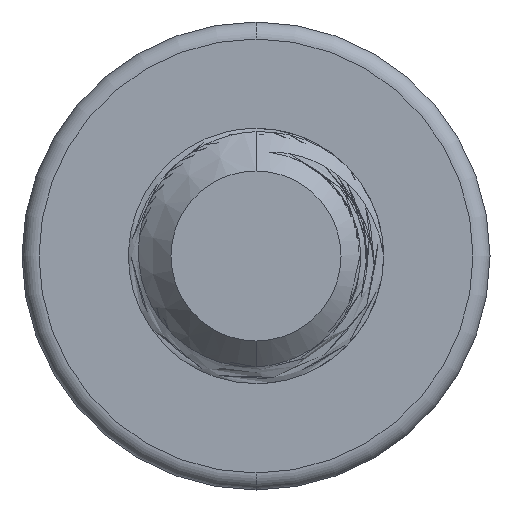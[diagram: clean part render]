
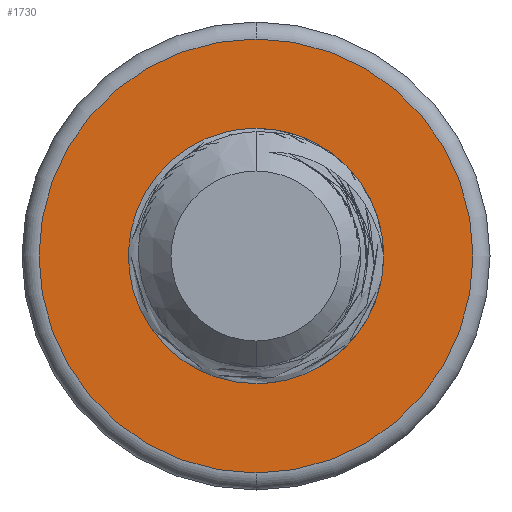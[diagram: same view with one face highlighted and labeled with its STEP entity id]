
A CAD part, front view. The second image highlights one B-rep face of the part: STEP entity #1730.
In plain terms, the highlighted planar face has unit normal (0, -1, 0).
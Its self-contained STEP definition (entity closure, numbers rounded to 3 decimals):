
#8 = CARTESIAN_POINT ( 'NONE',  ( 0.409, 10., -1.283 ) ) ;
#13 = CARTESIAN_POINT ( 'NONE',  ( -1.133, 10., 0.477 ) ) ;
#31 = EDGE_CURVE ( 'NONE', #3394, #3808, #1675, .T. ) ;
#291 = CARTESIAN_POINT ( 'NONE',  ( 0.694, 10., 1.305 ) ) ;
#372 = CARTESIAN_POINT ( 'NONE',  ( 1.175, 10., -0.82 ) ) ;
#377 = CARTESIAN_POINT ( 'NONE',  ( -1.197, 10., 0.326 ) ) ;
#388 = CARTESIAN_POINT ( 'NONE',  ( -1.133, 10., 0.477 ) ) ;
#476 = CARTESIAN_POINT ( 'NONE',  ( -1.229, 10., 0.166 ) ) ;
#617 = DIRECTION ( 'NONE',  ( 0., 0., 1. ) ) ;
#651 = CIRCLE ( 'NONE', #2499, 2.55 ) ;
#732 = CARTESIAN_POINT ( 'NONE',  ( -0.613, 10., -1.078 ) ) ;
#872 = VERTEX_POINT ( 'NONE', #4737 ) ;
#889 = FACE_OUTER_BOUND ( 'NONE', #1440, .T. ) ;
#988 = CARTESIAN_POINT ( 'NONE',  ( 0.897, 10., 1.197 ) ) ;
#1050 = CARTESIAN_POINT ( 'NONE',  ( -0.617, 10., 1.196 ) ) ;
#1070 = CARTESIAN_POINT ( 'NONE',  ( 0., 10., 0. ) ) ;
#1087 = CARTESIAN_POINT ( 'NONE',  ( 1.399, 10., -0.433 ) ) ;
#1138 = DIRECTION ( 'NONE',  ( 0., 0., 1. ) ) ;
#1171 = ORIENTED_EDGE ( 'NONE', *, *, #2467, .T. ) ;
#1213 = CARTESIAN_POINT ( 'NONE',  ( -0.461, 10., -1.14 ) ) ;
#1265 = ORIENTED_EDGE ( 'NONE', *, *, #31, .T. ) ;
#1272 = CIRCLE ( 'NONE', #1888, 2.55 ) ;
#1317 = CARTESIAN_POINT ( 'NONE',  ( -1.07, 10., 0.695 ) ) ;
#1352 = EDGE_CURVE ( 'NONE', #3808, #2325, #4512, .T. ) ;
#1402 = CARTESIAN_POINT ( 'NONE',  ( 0.257, 10., 1.413 ) ) ;
#1414 = CARTESIAN_POINT ( 'NONE',  ( -0.461, 10., -1.14 ) ) ;
#1440 = EDGE_LOOP ( 'NONE', ( #1881, #2167 ) ) ;
#1443 = CARTESIAN_POINT ( 'NONE',  ( 1.491, 10., -0.112 ) ) ;
#1527 = EDGE_LOOP ( 'NONE', ( #3261, #1171, #1609, #1265 ) ) ;
#1567 = CARTESIAN_POINT ( 'NONE',  ( -0.262, 10., -1.247 ) ) ;
#1609 = ORIENTED_EDGE ( 'NONE', *, *, #3604, .T. ) ;
#1675 = B_SPLINE_CURVE_WITH_KNOTS ( 'NONE', 3,
 ( #4619, #1317, #3989, #1050, #3279, #3641, #1402, #291, #988, #3574 ),
 .UNSPECIFIED., .F., .F.,
 ( 4, 2, 2, 2, 4 ),
 ( 0., 0.001, 0.001, 0.002, 0.003 ),
 .UNSPECIFIED. ) ;
#1704 = DIRECTION ( 'NONE',  ( 0., 1., 0. ) ) ;
#1730 = ADVANCED_FACE ( 'NONE', ( #889, #3098 ), #4283, .F. ) ;
#1797 = B_SPLINE_CURVE_WITH_KNOTS ( 'NONE', 3,
 ( #4029, #732, #1945, #3663, #4516, #3376, #3400, #476, #377, #13 ),
 .UNSPECIFIED., .F., .F.,
 ( 4, 2, 2, 2, 4 ),
 ( 0., 0., 0.001, 0.001, 0.002 ),
 .UNSPECIFIED. ) ;
#1832 = CARTESIAN_POINT ( 'NONE',  ( 1.012, 10., -0.982 ) ) ;
#1839 = DIRECTION ( 'NONE',  ( 0., 0., 1. ) ) ;
#1860 = CARTESIAN_POINT ( 'NONE',  ( -0.038, 10., -1.298 ) ) ;
#1881 = ORIENTED_EDGE ( 'NONE', *, *, #2152, .T. ) ;
#1888 = AXIS2_PLACEMENT_3D ( 'NONE', #2661, #3445, #1138 ) ;
#1907 = B_SPLINE_CURVE_WITH_KNOTS ( 'NONE', 3,
 ( #4742, #1443, #4387, #1087, #2196, #372, #1832, #3293, #8, #1860, #1567, #1213 ),
 .UNSPECIFIED., .F., .F.,
 ( 4, 2, 2, 2, 2, 4 ),
 ( 0., 0., 0.001, 0.001, 0.002, 0.003 ),
 .UNSPECIFIED. ) ;
#1945 = CARTESIAN_POINT ( 'NONE',  ( -0.751, 10., -0.986 ) ) ;
#2008 = CARTESIAN_POINT ( 'NONE',  ( 0., 10., 0. ) ) ;
#2152 = EDGE_CURVE ( 'NONE', #872, #4402, #651, .T. ) ;
#2167 = ORIENTED_EDGE ( 'NONE', *, *, #2618, .T. ) ;
#2196 = CARTESIAN_POINT ( 'NONE',  ( 1.35, 10., -0.536 ) ) ;
#2325 = VERTEX_POINT ( 'NONE', #2591 ) ;
#2446 = DIRECTION ( 'NONE',  ( 0., 0., 1. ) ) ;
#2467 = EDGE_CURVE ( 'NONE', #2325, #3955, #1907, .T. ) ;
#2481 = CARTESIAN_POINT ( 'NONE',  ( 1.07, 10., 1.051 ) ) ;
#2499 = AXIS2_PLACEMENT_3D ( 'NONE', #1070, #3572, #1839 ) ;
#2576 = AXIS2_PLACEMENT_3D ( 'NONE', #3507, #3528, #2446 ) ;
#2591 = CARTESIAN_POINT ( 'NONE',  ( 1.5, 10., 0. ) ) ;
#2618 = EDGE_CURVE ( 'NONE', #4402, #872, #1272, .T. ) ;
#2661 = CARTESIAN_POINT ( 'NONE',  ( 0., 10., 0. ) ) ;
#3098 = FACE_BOUND ( 'NONE', #1527, .T. ) ;
#3261 = ORIENTED_EDGE ( 'NONE', *, *, #1352, .T. ) ;
#3279 = CARTESIAN_POINT ( 'NONE',  ( -0.409, 10., 1.304 ) ) ;
#3293 = CARTESIAN_POINT ( 'NONE',  ( 0.629, 10., -1.214 ) ) ;
#3376 = CARTESIAN_POINT ( 'NONE',  ( -1.198, 10., -0.322 ) ) ;
#3394 = VERTEX_POINT ( 'NONE', #388 ) ;
#3400 = CARTESIAN_POINT ( 'NONE',  ( -1.23, 10., -0.16 ) ) ;
#3402 = CARTESIAN_POINT ( 'NONE',  ( 0., 10., -2.55 ) ) ;
#3445 = DIRECTION ( 'NONE',  ( 0., -1., 0. ) ) ;
#3507 = CARTESIAN_POINT ( 'NONE',  ( 0., 10., 0. ) ) ;
#3528 = DIRECTION ( 'NONE',  ( 0., 1., 0. ) ) ;
#3572 = DIRECTION ( 'NONE',  ( 0., -1., 0. ) ) ;
#3574 = CARTESIAN_POINT ( 'NONE',  ( 1.07, 10., 1.051 ) ) ;
#3604 = EDGE_CURVE ( 'NONE', #3955, #3394, #1797, .T. ) ;
#3641 = CARTESIAN_POINT ( 'NONE',  ( 0.026, 10., 1.412 ) ) ;
#3655 = AXIS2_PLACEMENT_3D ( 'NONE', #2008, #1704, #617 ) ;
#3663 = CARTESIAN_POINT ( 'NONE',  ( -0.981, 10., -0.759 ) ) ;
#3808 = VERTEX_POINT ( 'NONE', #2481 ) ;
#3955 = VERTEX_POINT ( 'NONE', #1414 ) ;
#3989 = CARTESIAN_POINT ( 'NONE',  ( -0.947, 10., 0.891 ) ) ;
#4029 = CARTESIAN_POINT ( 'NONE',  ( -0.461, 10., -1.14 ) ) ;
#4283 = PLANE ( 'NONE',  #2576 ) ;
#4387 = CARTESIAN_POINT ( 'NONE',  ( 1.468, 10., -0.222 ) ) ;
#4402 = VERTEX_POINT ( 'NONE', #3402 ) ;
#4512 = CIRCLE ( 'NONE', #3655, 1.5 ) ;
#4516 = CARTESIAN_POINT ( 'NONE',  ( -1.073, 10., -0.621 ) ) ;
#4619 = CARTESIAN_POINT ( 'NONE',  ( -1.133, 10., 0.477 ) ) ;
#4737 = CARTESIAN_POINT ( 'NONE',  ( 0., 10., 2.55 ) ) ;
#4742 = CARTESIAN_POINT ( 'NONE',  ( 1.5, 10., 0. ) ) ;
